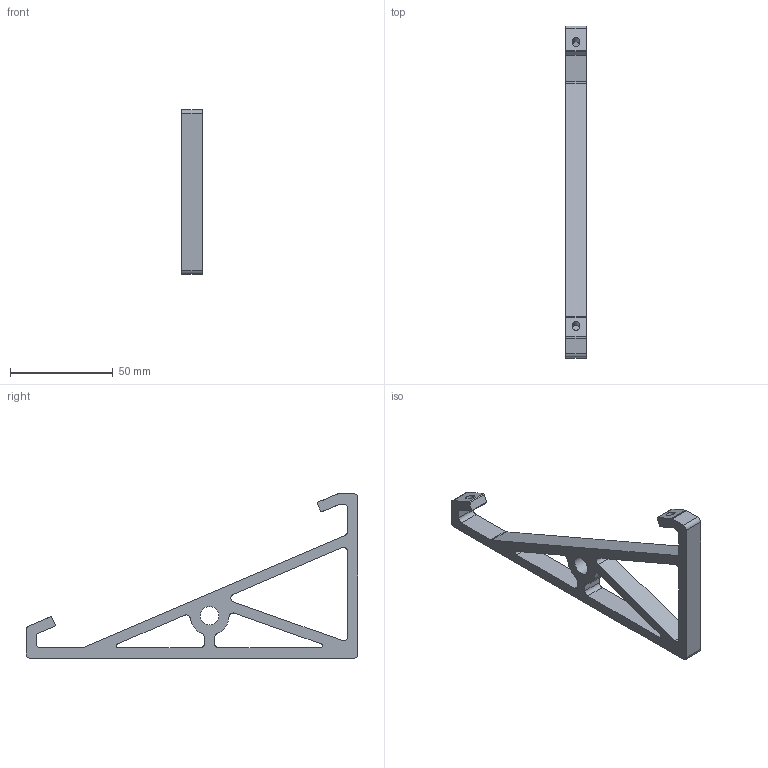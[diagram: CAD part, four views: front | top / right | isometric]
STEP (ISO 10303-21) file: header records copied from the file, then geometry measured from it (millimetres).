
FILE_DESCRIPTION(/* description */ (''),/* implementation_level */ '2;1');
FILE_NAME(/* name */ 'TEC-1G Stands V1.step',/* time_stamp */ '2024-01-18T17:34:19+10:00',/* author */ (''),/* organization */ (''),/* preprocessor_version */ 'ST-DEVELOPER v20',/* originating_system */ 'Autodesk Translation Framework v12.14.0.127',/* authorisation */ '');
FILE_SCHEMA (('AUTOMOTIVE_DESIGN { 1 0 10303 214 3 1 1 }'));
Length unit declared in the file: millimetre
Products named in the file (1): TEC-1G Stands V3
Bounding box: 10 x 161.66 x 80 mm (x, y, z)
Volume: 25409.3 mm3; surface area: 14386.5 mm2
Topology: 1 solids, 1 shells, 61 faces, 177 edges, 118 vertices
Faces by surface type: cylinder 31, plane 30
Full cylindrical faces by diameter (mm): 9 x1
Entity records: 2090 total; most frequent: DIRECTION 363, CARTESIAN_POINT 357, ORIENTED_EDGE 354, EDGE_CURVE 177, AXIS2_PLACEMENT_3D 124, VERTEX_POINT 118, LINE 115, VECTOR 115
